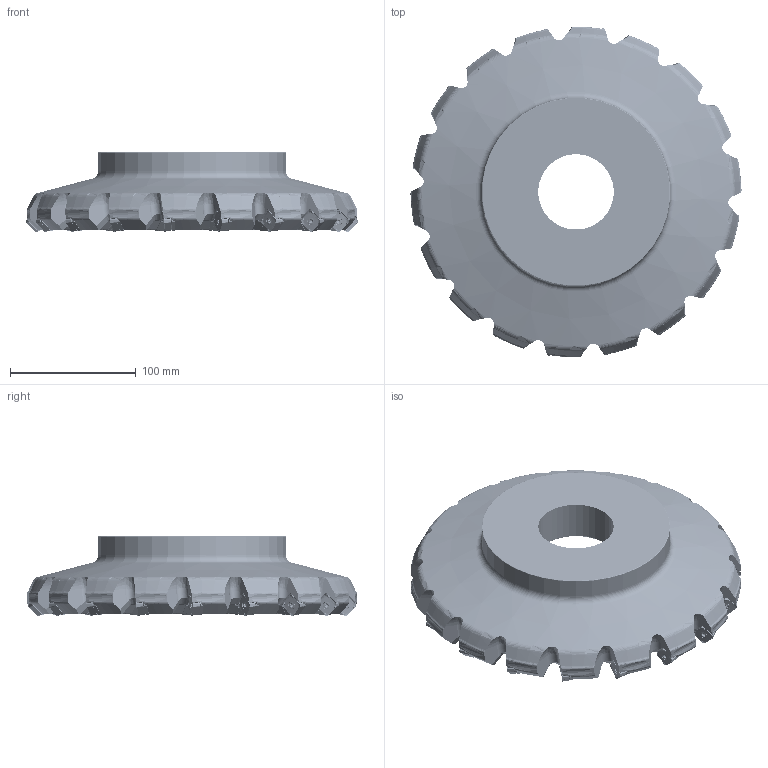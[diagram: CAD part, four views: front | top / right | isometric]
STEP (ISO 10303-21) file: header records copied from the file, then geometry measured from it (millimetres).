
FILE_DESCRIPTION(/* description */ (''),/* implementation_level */ '2;1');
FILE_NAME(/* name */ 'toolassembly_1.stp',/* time_stamp */ '2019-02-15T16:06:49+01:00',/* author */ (''),/* organization */ ('SMS'),/* preprocessor_version */ 'ST-DEVELOPER v15',/* originating_system */ 'SIEMENS PLM Software NX 8.5',/* authorisation */ '');
FILE_SCHEMA (('AUTOMOTIVE_DESIGN { 1 0 10303 214 3 1 1 1 }'));
Products named in the file (4): ASSEMBLY_CONSTRUCTION; CUT_20190215160531; NOCUT_20190215160311; TOOLASSEMBLY_1
Assembly tree (20 placements, depth 2):
  TOOLASSEMBLY_1
    NOCUT_20190215160311
    CUT_20190215160531  x18
    ASSEMBLY_CONSTRUCTION
Bounding box: 264 x 262.85 x 63 mm (x, y, z)
Volume: 1456150.5 mm3; surface area: 164998.8 mm2
Topology: 19 solids, 19 shells, 9243 faces, 23089 edges, 13965 vertices
Faces by surface type: bspline 2790, cylinder 2546, plane 1916, cone 744, torus 743, extrusion 360, sphere 144
Full cylindrical faces by diameter (mm): 3.5 x18, 4 x18, 4.8 x18, 5.7 x18, 18 x4, 60.015 x1, 60.3 x1, 128.5 x1, 150 x1
Entity records: 287554 total; most frequent: CARTESIAN_POINT 118119, ORIENTED_EDGE 37688, DIRECTION 33502, EDGE_CURVE 18844, AXIS2_PLACEMENT_3D 13928, VERTEX_POINT 11366, EDGE_LOOP 7964, ADVANCED_FACE 7730
